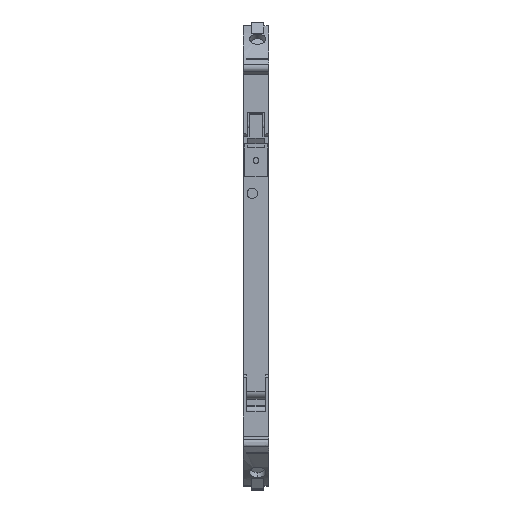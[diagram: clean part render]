
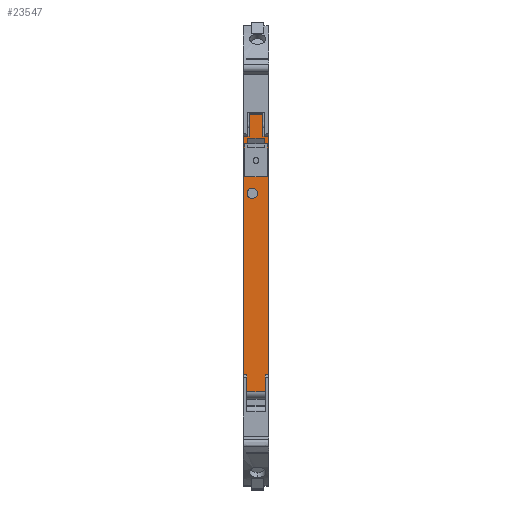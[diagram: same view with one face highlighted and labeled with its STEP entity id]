
A CAD part, top view. The second image highlights one B-rep face of the part: STEP entity #23547.
In plain terms, the highlighted planar face has unit normal (0, 0, 1).
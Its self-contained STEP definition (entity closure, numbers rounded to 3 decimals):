
#101=AXIS2_PLACEMENT_3D('Plane Axis2P3D',#98,#99,#100) ;
#23465=AXIS2_PLACEMENT_3D('Circle Axis2P3D',#23463,#23464,$) ;
#23474=AXIS2_PLACEMENT_3D('Circle Axis2P3D',#23472,#23473,$) ;
#98=CARTESIAN_POINT('Axis2P3D Location',(0.075,85.563,112.497)) ;
#23137=CARTESIAN_POINT('Vertex',(6.09,84.963,112.497)) ;
#23142=CARTESIAN_POINT('Line Origine',(6.09,56.263,112.497)) ;
#23146=CARTESIAN_POINT('Vertex',(6.09,27.563,112.497)) ;
#23361=CARTESIAN_POINT('Line Origine',(5.695,27.563,112.497)) ;
#23365=CARTESIAN_POINT('Vertex',(5.3,27.563,112.497)) ;
#23381=CARTESIAN_POINT('Line Origine',(5.405,84.963,112.497)) ;
#23385=CARTESIAN_POINT('Vertex',(4.72,84.963,112.497)) ;
#23388=CARTESIAN_POINT('Line Origine',(4.72,87.614,112.497)) ;
#23392=CARTESIAN_POINT('Vertex',(4.72,90.264,112.497)) ;
#23395=CARTESIAN_POINT('Line Origine',(3.05,90.264,112.497)) ;
#23399=CARTESIAN_POINT('Vertex',(1.38,90.264,112.497)) ;
#23402=CARTESIAN_POINT('Line Origine',(1.38,87.614,112.497)) ;
#23406=CARTESIAN_POINT('Vertex',(1.38,84.963,112.497)) ;
#23409=CARTESIAN_POINT('Line Origine',(0.695,84.963,112.497)) ;
#23413=CARTESIAN_POINT('Vertex',(0.01,84.963,112.497)) ;
#23416=CARTESIAN_POINT('Line Origine',(0.01,56.263,112.497)) ;
#23420=CARTESIAN_POINT('Vertex',(0.01,27.563,112.497)) ;
#23423=CARTESIAN_POINT('Line Origine',(0.405,27.563,112.497)) ;
#23427=CARTESIAN_POINT('Vertex',(0.8,27.563,112.497)) ;
#23430=CARTESIAN_POINT('Line Origine',(0.8,25.563,112.497)) ;
#23434=CARTESIAN_POINT('Vertex',(0.8,23.563,112.497)) ;
#23437=CARTESIAN_POINT('Line Origine',(3.05,23.563,112.497)) ;
#23441=CARTESIAN_POINT('Vertex',(5.3,23.563,112.497)) ;
#23444=CARTESIAN_POINT('Line Origine',(5.3,25.563,112.497)) ;
#23463=CARTESIAN_POINT('Axis2P3D Location',(2.135,71.251,112.497)) ;
#23467=CARTESIAN_POINT('Vertex',(0.885,71.251,112.497)) ;
#23469=CARTESIAN_POINT('Vertex',(3.385,71.251,112.497)) ;
#23472=CARTESIAN_POINT('Axis2P3D Location',(2.135,71.251,112.497)) ;
#23481=CARTESIAN_POINT('Line Origine',(0.692,83.17,112.497)) ;
#23485=CARTESIAN_POINT('Vertex',(0.294,83.17,112.497)) ;
#23487=CARTESIAN_POINT('Vertex',(1.089,83.17,112.497)) ;
#23490=CARTESIAN_POINT('Line Origine',(1.089,83.87,112.497)) ;
#23494=CARTESIAN_POINT('Vertex',(1.089,84.57,112.497)) ;
#23497=CARTESIAN_POINT('Line Origine',(3.05,84.57,112.497)) ;
#23501=CARTESIAN_POINT('Vertex',(5.011,84.57,112.497)) ;
#23504=CARTESIAN_POINT('Line Origine',(5.011,83.87,112.497)) ;
#23508=CARTESIAN_POINT('Vertex',(5.011,83.17,112.497)) ;
#23511=CARTESIAN_POINT('Line Origine',(5.408,83.17,112.497)) ;
#23515=CARTESIAN_POINT('Vertex',(5.806,83.17,112.497)) ;
#23518=CARTESIAN_POINT('Line Origine',(5.806,79.213,112.497)) ;
#23522=CARTESIAN_POINT('Vertex',(5.806,75.257,112.497)) ;
#23525=CARTESIAN_POINT('Line Origine',(3.05,75.257,112.497)) ;
#23529=CARTESIAN_POINT('Vertex',(0.294,75.257,112.497)) ;
#23532=CARTESIAN_POINT('Line Origine',(0.294,79.213,112.497)) ;
#99=DIRECTION('Axis2P3D Direction',(0.,0.,-1.)) ;
#100=DIRECTION('Axis2P3D XDirection',(0.,1.,0.)) ;
#23143=DIRECTION('Vector Direction',(0.,1.,0.)) ;
#23362=DIRECTION('Vector Direction',(-1.,0.,0.)) ;
#23382=DIRECTION('Vector Direction',(-1.,0.,0.)) ;
#23389=DIRECTION('Vector Direction',(0.,1.,0.)) ;
#23396=DIRECTION('Vector Direction',(-1.,0.,0.)) ;
#23403=DIRECTION('Vector Direction',(0.,-1.,0.)) ;
#23410=DIRECTION('Vector Direction',(-1.,0.,0.)) ;
#23417=DIRECTION('Vector Direction',(0.,1.,0.)) ;
#23424=DIRECTION('Vector Direction',(-1.,0.,0.)) ;
#23431=DIRECTION('Vector Direction',(0.,1.,0.)) ;
#23438=DIRECTION('Vector Direction',(-1.,0.,0.)) ;
#23445=DIRECTION('Vector Direction',(0.,1.,0.)) ;
#23464=DIRECTION('Axis2P3D Direction',(0.,0.,-1.)) ;
#23473=DIRECTION('Axis2P3D Direction',(0.,0.,-1.)) ;
#23482=DIRECTION('Vector Direction',(1.,0.,0.)) ;
#23491=DIRECTION('Vector Direction',(0.,-1.,0.)) ;
#23498=DIRECTION('Vector Direction',(1.,0.,0.)) ;
#23505=DIRECTION('Vector Direction',(0.,1.,0.)) ;
#23512=DIRECTION('Vector Direction',(1.,0.,0.)) ;
#23519=DIRECTION('Vector Direction',(0.,1.,0.)) ;
#23526=DIRECTION('Vector Direction',(1.,0.,0.)) ;
#23533=DIRECTION('Vector Direction',(0.,-1.,0.)) ;
#23144=VECTOR('Line Direction',#23143,1.) ;
#23363=VECTOR('Line Direction',#23362,1.) ;
#23383=VECTOR('Line Direction',#23382,1.) ;
#23390=VECTOR('Line Direction',#23389,1.) ;
#23397=VECTOR('Line Direction',#23396,1.) ;
#23404=VECTOR('Line Direction',#23403,1.) ;
#23411=VECTOR('Line Direction',#23410,1.) ;
#23418=VECTOR('Line Direction',#23417,1.) ;
#23425=VECTOR('Line Direction',#23424,1.) ;
#23432=VECTOR('Line Direction',#23431,1.) ;
#23439=VECTOR('Line Direction',#23438,1.) ;
#23446=VECTOR('Line Direction',#23445,1.) ;
#23483=VECTOR('Line Direction',#23482,1.) ;
#23492=VECTOR('Line Direction',#23491,1.) ;
#23499=VECTOR('Line Direction',#23498,1.) ;
#23506=VECTOR('Line Direction',#23505,1.) ;
#23513=VECTOR('Line Direction',#23512,1.) ;
#23520=VECTOR('Line Direction',#23519,1.) ;
#23527=VECTOR('Line Direction',#23526,1.) ;
#23534=VECTOR('Line Direction',#23533,1.) ;
#23450=ORIENTED_EDGE('',*,*,#23367,.F.) ;
#23451=ORIENTED_EDGE('',*,*,#23148,.T.) ;
#23452=ORIENTED_EDGE('',*,*,#23387,.F.) ;
#23453=ORIENTED_EDGE('',*,*,#23394,.T.) ;
#23454=ORIENTED_EDGE('',*,*,#23401,.F.) ;
#23455=ORIENTED_EDGE('',*,*,#23408,.T.) ;
#23456=ORIENTED_EDGE('',*,*,#23415,.T.) ;
#23457=ORIENTED_EDGE('',*,*,#23422,.F.) ;
#23458=ORIENTED_EDGE('',*,*,#23429,.F.) ;
#23459=ORIENTED_EDGE('',*,*,#23436,.F.) ;
#23460=ORIENTED_EDGE('',*,*,#23443,.F.) ;
#23461=ORIENTED_EDGE('',*,*,#23448,.T.) ;
#23478=ORIENTED_EDGE('',*,*,#23471,.F.) ;
#23479=ORIENTED_EDGE('',*,*,#23476,.F.) ;
#23538=ORIENTED_EDGE('',*,*,#23489,.T.) ;
#23539=ORIENTED_EDGE('',*,*,#23496,.T.) ;
#23540=ORIENTED_EDGE('',*,*,#23503,.F.) ;
#23541=ORIENTED_EDGE('',*,*,#23510,.T.) ;
#23542=ORIENTED_EDGE('',*,*,#23517,.T.) ;
#23543=ORIENTED_EDGE('',*,*,#23524,.T.) ;
#23544=ORIENTED_EDGE('',*,*,#23531,.F.) ;
#23545=ORIENTED_EDGE('',*,*,#23536,.T.) ;
#23480=FACE_BOUND('',#23477,.T.) ;
#23546=FACE_BOUND('',#23537,.T.) ;
#23547=ADVANCED_FACE('AUFDRUCK_ORANGE',(#23462,#23480,#23546),#102,.F.) ;
#23466=CIRCLE('generated circle',#23465,1.25) ;
#23475=CIRCLE('generated circle',#23474,1.25) ;
#23148=EDGE_CURVE('',#23147,#23138,#23145,.T.) ;
#23367=EDGE_CURVE('',#23147,#23366,#23364,.T.) ;
#23387=EDGE_CURVE('',#23386,#23138,#23384,.F.) ;
#23394=EDGE_CURVE('',#23386,#23393,#23391,.T.) ;
#23401=EDGE_CURVE('',#23400,#23393,#23398,.F.) ;
#23408=EDGE_CURVE('',#23400,#23407,#23405,.T.) ;
#23415=EDGE_CURVE('',#23407,#23414,#23412,.T.) ;
#23422=EDGE_CURVE('',#23421,#23414,#23419,.T.) ;
#23429=EDGE_CURVE('',#23428,#23421,#23426,.T.) ;
#23436=EDGE_CURVE('',#23435,#23428,#23433,.T.) ;
#23443=EDGE_CURVE('',#23442,#23435,#23440,.T.) ;
#23448=EDGE_CURVE('',#23442,#23366,#23447,.T.) ;
#23471=EDGE_CURVE('',#23468,#23470,#23466,.F.) ;
#23476=EDGE_CURVE('',#23470,#23468,#23475,.F.) ;
#23489=EDGE_CURVE('',#23486,#23488,#23484,.T.) ;
#23496=EDGE_CURVE('',#23488,#23495,#23493,.F.) ;
#23503=EDGE_CURVE('',#23502,#23495,#23500,.F.) ;
#23510=EDGE_CURVE('',#23502,#23509,#23507,.F.) ;
#23517=EDGE_CURVE('',#23509,#23516,#23514,.T.) ;
#23524=EDGE_CURVE('',#23516,#23523,#23521,.F.) ;
#23531=EDGE_CURVE('',#23530,#23523,#23528,.T.) ;
#23536=EDGE_CURVE('',#23530,#23486,#23535,.F.) ;
#23449=EDGE_LOOP('',(#23450,#23451,#23452,#23453,#23454,#23455,#23456,#23457,#23458,#23459,#23460,#23461)) ;
#23477=EDGE_LOOP('',(#23478,#23479)) ;
#23537=EDGE_LOOP('',(#23538,#23539,#23540,#23541,#23542,#23543,#23544,#23545)) ;
#23462=FACE_OUTER_BOUND('',#23449,.T.) ;
#23145=LINE('Line',#23142,#23144) ;
#23364=LINE('Line',#23361,#23363) ;
#23384=LINE('Line',#23381,#23383) ;
#23391=LINE('Line',#23388,#23390) ;
#23398=LINE('Line',#23395,#23397) ;
#23405=LINE('Line',#23402,#23404) ;
#23412=LINE('Line',#23409,#23411) ;
#23419=LINE('Line',#23416,#23418) ;
#23426=LINE('Line',#23423,#23425) ;
#23433=LINE('Line',#23430,#23432) ;
#23440=LINE('Line',#23437,#23439) ;
#23447=LINE('Line',#23444,#23446) ;
#23484=LINE('Line',#23481,#23483) ;
#23493=LINE('Line',#23490,#23492) ;
#23500=LINE('Line',#23497,#23499) ;
#23507=LINE('Line',#23504,#23506) ;
#23514=LINE('Line',#23511,#23513) ;
#23521=LINE('Line',#23518,#23520) ;
#23528=LINE('Line',#23525,#23527) ;
#23535=LINE('Line',#23532,#23534) ;
#102=PLANE('',#101) ;
#23138=VERTEX_POINT('',#23137) ;
#23147=VERTEX_POINT('',#23146) ;
#23366=VERTEX_POINT('',#23365) ;
#23386=VERTEX_POINT('',#23385) ;
#23393=VERTEX_POINT('',#23392) ;
#23400=VERTEX_POINT('',#23399) ;
#23407=VERTEX_POINT('',#23406) ;
#23414=VERTEX_POINT('',#23413) ;
#23421=VERTEX_POINT('',#23420) ;
#23428=VERTEX_POINT('',#23427) ;
#23435=VERTEX_POINT('',#23434) ;
#23442=VERTEX_POINT('',#23441) ;
#23468=VERTEX_POINT('',#23467) ;
#23470=VERTEX_POINT('',#23469) ;
#23486=VERTEX_POINT('',#23485) ;
#23488=VERTEX_POINT('',#23487) ;
#23495=VERTEX_POINT('',#23494) ;
#23502=VERTEX_POINT('',#23501) ;
#23509=VERTEX_POINT('',#23508) ;
#23516=VERTEX_POINT('',#23515) ;
#23523=VERTEX_POINT('',#23522) ;
#23530=VERTEX_POINT('',#23529) ;
